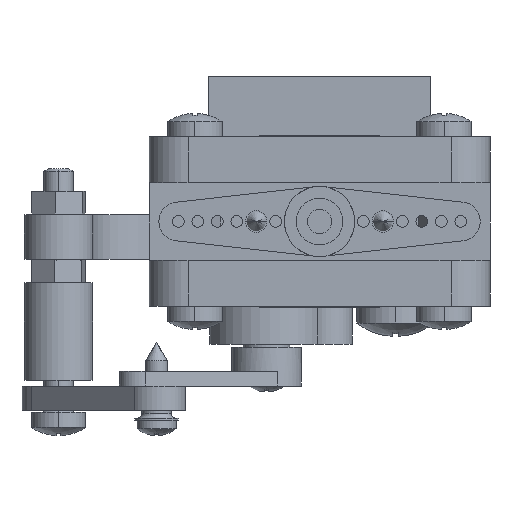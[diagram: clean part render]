
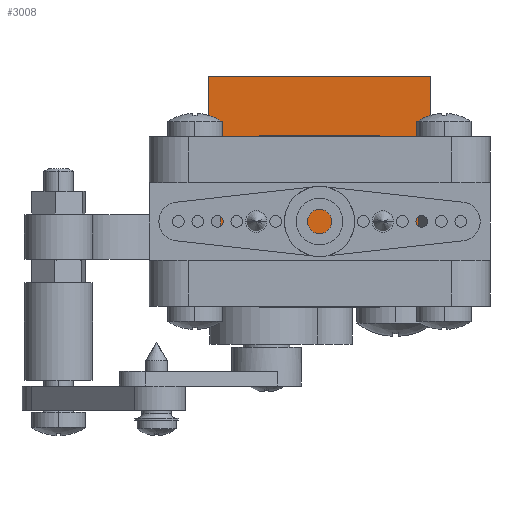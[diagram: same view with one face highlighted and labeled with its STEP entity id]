
A CAD part, front view. The second image highlights one B-rep face of the part: STEP entity #3008.
In plain terms, the highlighted face is planar.
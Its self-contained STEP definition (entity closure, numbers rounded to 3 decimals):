
#2526=DIRECTION('',(-1.,0.,0.));
#2527=VECTOR('',#2526,22.8);
#2528=CARTESIAN_POINT('',(11.4,0.,-5.95));
#2529=LINE('',#2528,#2527);
#2534=DIRECTION('',(0.,1.,0.));
#2535=VECTOR('',#2534,4.6);
#2536=CARTESIAN_POINT('',(-11.4,0.,-5.95));
#2537=LINE('',#2536,#2535);
#2542=DIRECTION('',(0.,1.,0.));
#2543=VECTOR('',#2542,16.5);
#2544=CARTESIAN_POINT('',(-11.4,7.,-5.95));
#2545=LINE('',#2544,#2543);
#2546=DIRECTION('',(-1.,0.,0.));
#2547=VECTOR('',#2546,4.9);
#2548=CARTESIAN_POINT('',(-11.4,4.6,-5.95));
#2549=LINE('',#2548,#2547);
#2566=DIRECTION('',(-1.,0.,0.));
#2567=VECTOR('',#2566,4.9);
#2568=CARTESIAN_POINT('',(16.3,4.6,-5.95));
#2569=LINE('',#2568,#2567);
#2590=DIRECTION('',(0.,1.,0.));
#2591=VECTOR('',#2590,4.6);
#2592=CARTESIAN_POINT('',(11.4,0.,-5.95));
#2593=LINE('',#2592,#2591);
#2594=DIRECTION('',(0.,1.,0.));
#2595=VECTOR('',#2594,2.4);
#2596=CARTESIAN_POINT('',(16.3,4.6,-5.95));
#2597=LINE('',#2596,#2595);
#2598=DIRECTION('',(0.,1.,0.));
#2599=VECTOR('',#2598,16.5);
#2600=CARTESIAN_POINT('',(11.4,7.,-5.95));
#2601=LINE('',#2600,#2599);
#2610=DIRECTION('',(-1.,0.,0.));
#2611=VECTOR('',#2610,4.9);
#2612=CARTESIAN_POINT('',(-11.4,7.,-5.95));
#2613=LINE('',#2612,#2611);
#2614=DIRECTION('',(-1.,0.,0.));
#2615=VECTOR('',#2614,4.9);
#2616=CARTESIAN_POINT('',(16.3,7.,-5.95));
#2617=LINE('',#2616,#2615);
#2658=DIRECTION('',(0.,1.,0.));
#2659=VECTOR('',#2658,2.4);
#2660=CARTESIAN_POINT('',(-16.3,4.6,-5.95));
#2661=LINE('',#2660,#2659);
#2666=DIRECTION('',(-1.,0.,0.));
#2667=VECTOR('',#2666,22.8);
#2668=CARTESIAN_POINT('',(11.4,23.5,-5.95));
#2669=LINE('',#2668,#2667);
#2798=CARTESIAN_POINT('',(-11.4,0.,-5.95));
#2800=VERTEX_POINT('',#2798);
#2804=CARTESIAN_POINT('',(11.4,0.,-5.95));
#2805=VERTEX_POINT('',#2804);
#2806=CARTESIAN_POINT('',(-11.4,23.5,-5.95));
#2808=VERTEX_POINT('',#2806);
#2812=CARTESIAN_POINT('',(11.4,23.5,-5.95));
#2813=VERTEX_POINT('',#2812);
#2815=CARTESIAN_POINT('',(16.3,4.6,-5.95));
#2817=VERTEX_POINT('',#2815);
#2818=CARTESIAN_POINT('',(-16.3,4.6,-5.95));
#2820=VERTEX_POINT('',#2818);
#2823=CARTESIAN_POINT('',(16.3,7.,-5.95));
#2825=VERTEX_POINT('',#2823);
#2826=CARTESIAN_POINT('',(-16.3,7.,-5.95));
#2828=VERTEX_POINT('',#2826);
#2830=CARTESIAN_POINT('',(-11.4,4.6,-5.95));
#2832=VERTEX_POINT('',#2830);
#2834=CARTESIAN_POINT('',(-11.4,7.,-5.95));
#2836=VERTEX_POINT('',#2834);
#2839=CARTESIAN_POINT('',(11.4,4.6,-5.95));
#2841=VERTEX_POINT('',#2839);
#2843=CARTESIAN_POINT('',(11.4,7.,-5.95));
#2845=VERTEX_POINT('',#2843);
#2982=CARTESIAN_POINT('',(11.4,0.,-5.95));
#2983=DIRECTION('',(0.,0.,-1.));
#2984=DIRECTION('',(-1.,0.,0.));
#2985=AXIS2_PLACEMENT_3D('',#2982,#2983,#2984);
#2986=PLANE('',#2985);
#2987=ORIENTED_EDGE('',*,*,#2930,.F.);
#2989=ORIENTED_EDGE('',*,*,#2988,.T.);
#2991=ORIENTED_EDGE('',*,*,#2990,.F.);
#2992=ORIENTED_EDGE('',*,*,#2945,.F.);
#2993=ORIENTED_EDGE('',*,*,#2918,.F.);
#2994=ORIENTED_EDGE('',*,*,#2897,.F.);
#2996=ORIENTED_EDGE('',*,*,#2995,.T.);
#2997=ORIENTED_EDGE('',*,*,#2971,.F.);
#2999=ORIENTED_EDGE('',*,*,#2998,.T.);
#3001=ORIENTED_EDGE('',*,*,#3000,.T.);
#3003=ORIENTED_EDGE('',*,*,#3002,.T.);
#3005=ORIENTED_EDGE('',*,*,#3004,.T.);
#3006=EDGE_LOOP('',(#2987,#2989,#2991,#2992,#2993,#2994,#2996,#2997,#2999,#3001,
#3003,#3005));
#3007=FACE_OUTER_BOUND('',#3006,.F.);
#2897=EDGE_CURVE('',#2805,#2800,#2529,.T.);
#2918=EDGE_CURVE('',#2800,#2832,#2537,.T.);
#2930=EDGE_CURVE('',#2836,#2808,#2545,.T.);
#2945=EDGE_CURVE('',#2832,#2820,#2549,.T.);
#2971=EDGE_CURVE('',#2817,#2841,#2569,.T.);
#2988=EDGE_CURVE('',#2836,#2828,#2613,.T.);
#2990=EDGE_CURVE('',#2820,#2828,#2661,.T.);
#2995=EDGE_CURVE('',#2805,#2841,#2593,.T.);
#2998=EDGE_CURVE('',#2817,#2825,#2597,.T.);
#3000=EDGE_CURVE('',#2825,#2845,#2617,.T.);
#3002=EDGE_CURVE('',#2845,#2813,#2601,.T.);
#3004=EDGE_CURVE('',#2813,#2808,#2669,.T.);
#3008=ADVANCED_FACE('',(#3007),#2986,.T.);
